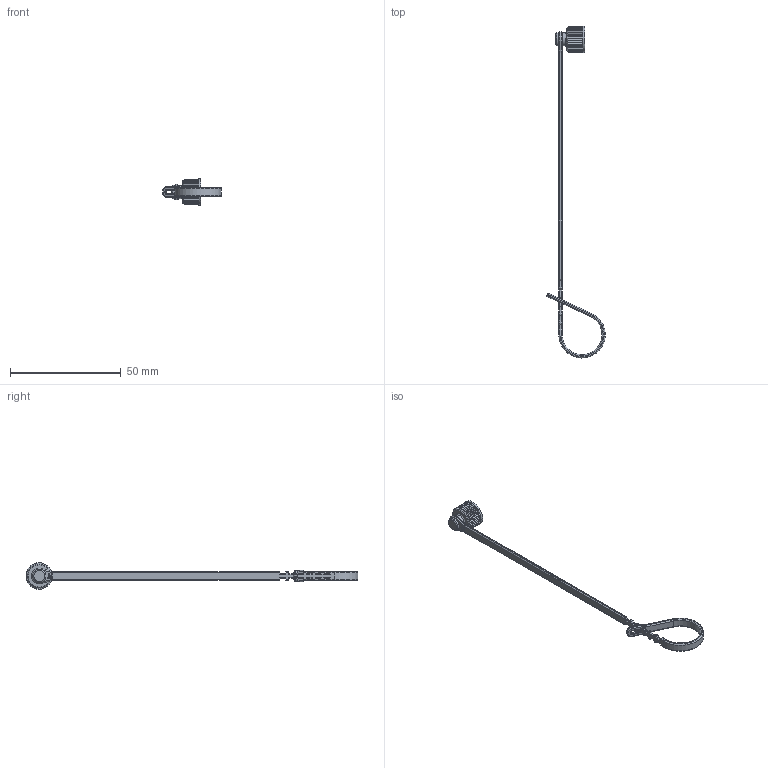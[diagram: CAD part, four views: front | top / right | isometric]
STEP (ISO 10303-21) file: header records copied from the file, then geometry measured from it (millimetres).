
FILE_DESCRIPTION(/* description */ (''),/* implementation_level */ '2;1');
FILE_NAME(/* name */ '08 2840 000 000 001.stp',/* time_stamp */ '2021-05-03T12:02:41+02:00',/* author */ (''),/* organization */ (''),/* preprocessor_version */ 'ST-DEVELOPER v16',/* originating_system */ 'SIEMENS PLM Software NX 11.0',/* authorisation */ '');
FILE_SCHEMA (('AUTOMOTIVE_DESIGN { 1 0 10303 214 3 1 1 1 }'));
Length unit declared in the file: millimetre
Products named in the file (1): rhen36707B9Airlg
Bounding box: 26.45 x 149.97 x 12 mm (x, y, z)
Volume: 1846.2 mm3; surface area: 2781.7 mm2
Topology: 1 solids, 1 shells, 528 faces, 1283 edges, 762 vertices
Faces by surface type: cylinder 228, plane 183, torus 67, bspline 48, cone 2
Full cylindrical faces by diameter (mm): 5 x1, 6 x2, 6.92 x1, 12 x1
Entity records: 15789 total; most frequent: CARTESIAN_POINT 3515, DIRECTION 2644, ORIENTED_EDGE 2542, EDGE_CURVE 1271, AXIS2_PLACEMENT_3D 994, VERTEX_POINT 758, LINE 656, VECTOR 656
